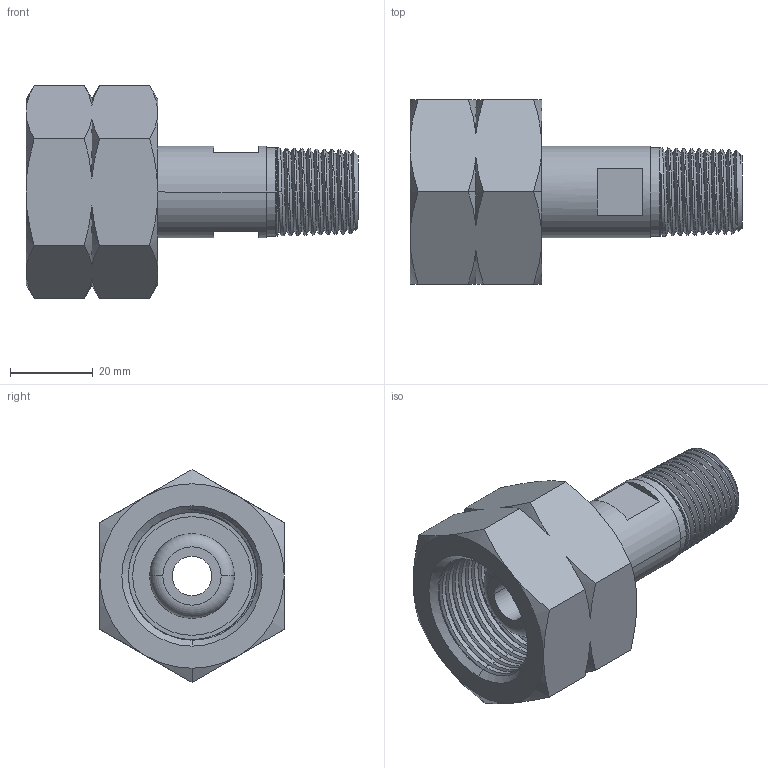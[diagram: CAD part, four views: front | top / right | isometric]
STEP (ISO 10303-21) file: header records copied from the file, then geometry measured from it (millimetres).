
FILE_DESCRIPTION (( 'STEP AP203' ), '1' );
FILE_NAME ('INL-1350BR-8M-44F.STEP', '2025-10-20T17:20:43', ( '' ), ( '' ), 'SwSTEP 2.0', 'SolidWorks 2018', '' );
FILE_SCHEMA (( 'CONFIG_CONTROL_DESIGN' ));
Length unit declared in the file: inch
Products named in the file (3): PRT-003728; PRT-000666; INL-1350BR-8M-44F
Assembly tree (2 placements, depth 2):
  INL-1350BR-8M-44F
    PRT-000666
    PRT-003728
Bounding box: 80.01 x 44.45 x 51.33 mm (x, y, z)
Volume: 53734 mm3; surface area: 19717.3 mm2
Topology: 2 solids, 2 shells, 257 faces, 679 edges, 446 vertices
Faces by surface type: plane 84, bspline 81, cone 58, cylinder 32, torus 2
Entity records: 24239 total; most frequent: CARTESIAN_POINT 18333, ORIENTED_EDGE 1358, DIRECTION 806, EDGE_CURVE 679, VERTEX_POINT 446, VECTOR 312, LINE 312, B_SPLINE_CURVE_WITH_KNOTS 301
